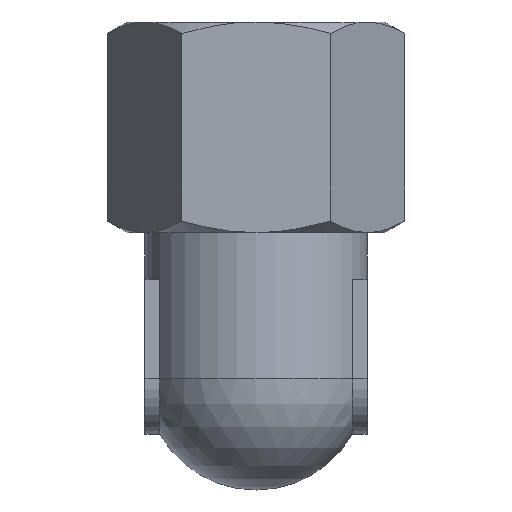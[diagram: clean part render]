
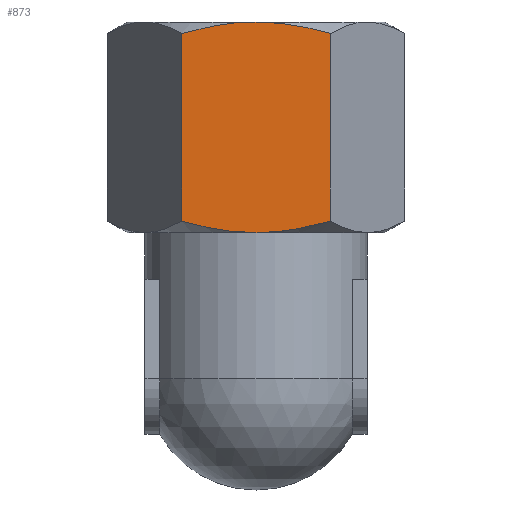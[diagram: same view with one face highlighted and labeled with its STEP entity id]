
A CAD part, left-side view. The second image highlights one B-rep face of the part: STEP entity #873.
In plain terms, the highlighted planar face has unit normal (-1, 0, 0).
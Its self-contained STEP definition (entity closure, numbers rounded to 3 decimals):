
#45=PLANE('',#993);
#91=LINE('',#1571,#135);
#92=LINE('',#1572,#136);
#135=VECTOR('',#1243,1000.);
#136=VECTOR('',#1244,1000.);
#391=ORIENTED_EDGE('',*,*,#536,.T.);
#392=ORIENTED_EDGE('',*,*,#446,.F.);
#393=ORIENTED_EDGE('',*,*,#443,.F.);
#394=ORIENTED_EDGE('',*,*,#537,.F.);
#395=ORIENTED_EDGE('',*,*,#440,.F.);
#396=ORIENTED_EDGE('',*,*,#435,.F.);
#435=EDGE_CURVE('',#548,#547,#622,.T.);
#440=EDGE_CURVE('',#547,#552,#625,.T.);
#443=EDGE_CURVE('',#554,#555,#628,.T.);
#446=EDGE_CURVE('',#555,#557,#629,.T.);
#536=EDGE_CURVE('',#548,#557,#91,.T.);
#537=EDGE_CURVE('',#552,#554,#92,.T.);
#547=VERTEX_POINT('',#1287);
#548=VERTEX_POINT('',#1292);
#552=VERTEX_POINT('',#1316);
#554=VERTEX_POINT('',#1327);
#555=VERTEX_POINT('',#1332);
#557=VERTEX_POINT('',#1341);
#622=B_SPLINE_CURVE_WITH_KNOTS('',3,(#1293,#1294,#1295,#1296),
 .UNSPECIFIED.,.F.,.F.,(4,4),(0.014,0.02),
 .UNSPECIFIED.);
#625=B_SPLINE_CURVE_WITH_KNOTS('',3,(#1312,#1313,#1314,#1315),
 .UNSPECIFIED.,.F.,.F.,(4,4),(0.02,0.027),
 .UNSPECIFIED.);
#628=B_SPLINE_CURVE_WITH_KNOTS('',3,(#1328,#1329,#1330,#1331),
 .UNSPECIFIED.,.F.,.F.,(4,4),(0.014,0.02),
 .UNSPECIFIED.);
#629=B_SPLINE_CURVE_WITH_KNOTS('',3,(#1337,#1338,#1339,#1340),
 .UNSPECIFIED.,.F.,.F.,(4,4),(0.02,0.027),
 .UNSPECIFIED.);
#715=EDGE_LOOP('',(#391,#392,#393,#394,#395,#396));
#795=FACE_BOUND('',#715,.T.);
#873=ADVANCED_FACE('',(#795),#45,.F.);
#993=AXIS2_PLACEMENT_3D('',#1570,#1241,#1242);
#1241=DIRECTION('',(1.,0.,0.));
#1242=DIRECTION('',(0.,0.,-1.));
#1243=DIRECTION('',(0.,0.,-1.));
#1244=DIRECTION('',(0.,0.,-1.));
#1287=CARTESIAN_POINT('',(-11.,0.,1.5));
#1292=CARTESIAN_POINT('',(-11.,6.351,0.518));
#1293=CARTESIAN_POINT('',(-11.,6.351,0.518));
#1294=CARTESIAN_POINT('',(-11.,4.282,1.115));
#1295=CARTESIAN_POINT('',(-11.,2.175,1.5));
#1296=CARTESIAN_POINT('',(-11.,0.,1.5));
#1312=CARTESIAN_POINT('',(-11.,0.,1.5));
#1313=CARTESIAN_POINT('',(-11.,-2.174,1.5));
#1314=CARTESIAN_POINT('',(-11.,-4.284,1.114));
#1315=CARTESIAN_POINT('',(-11.,-6.351,0.518));
#1316=CARTESIAN_POINT('',(-11.,-6.351,0.518));
#1327=CARTESIAN_POINT('',(-11.,-6.351,-15.518));
#1328=CARTESIAN_POINT('',(-11.,-6.351,-15.518));
#1329=CARTESIAN_POINT('',(-11.,-4.282,-16.115));
#1330=CARTESIAN_POINT('',(-11.,-2.175,-16.5));
#1331=CARTESIAN_POINT('',(-11.,0.,-16.5));
#1332=CARTESIAN_POINT('',(-11.,0.,-16.5));
#1337=CARTESIAN_POINT('',(-11.,0.,-16.5));
#1338=CARTESIAN_POINT('',(-11.,2.174,-16.5));
#1339=CARTESIAN_POINT('',(-11.,4.284,-16.114));
#1340=CARTESIAN_POINT('',(-11.,6.351,-15.518));
#1341=CARTESIAN_POINT('',(-11.,6.351,-15.518));
#1570=CARTESIAN_POINT('',(-11.,6.351,1.5));
#1571=CARTESIAN_POINT('',(-11.,6.351,1.5));
#1572=CARTESIAN_POINT('',(-11.,-6.351,1.5));
